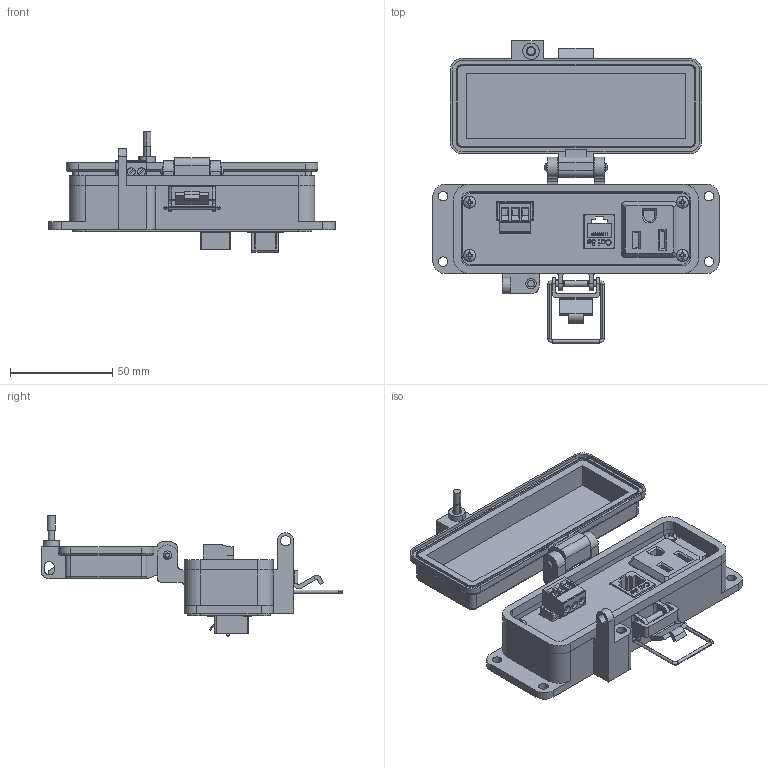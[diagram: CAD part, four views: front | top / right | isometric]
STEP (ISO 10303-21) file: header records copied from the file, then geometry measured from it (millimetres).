
FILE_DESCRIPTION (( 'STEP AP214' ), '1' );
FILE_NAME ('P-B6R2-H3R0_3D.STEP', '2018-03-21T16:10:20', ( '' ), ( '' ), 'SwSTEP 2.0', 'SolidWorks 2017', '' );
FILE_SCHEMA (( 'AUTOMOTIVE_DESIGN' ));
Length unit declared in the file: millimetre
Products named in the file (17): R; Z-200-OTLT-R0SQ; R2; Z-300-RJ45CAT5; B6; Z-500-2008; Z-500-2003; Z-500-2002; Z-100-ABDH153; P-B6R2-H3R0_FP060_1; Z-000-4243316TFP; P-B6R2-H3R0_TP060_1; P-B6R2-H3R0_BP240_1; P-B6R2-H3R0_3D; 92005A124_METRIC PAN HEAD PHILLIPS MACHINE SCREW_92005A124; -H3; Z-H-H3_B
Assembly tree (24 placements, depth 3):
  P-B6R2-H3R0_3D
    P-B6R2-H3R0_BP240_1
    P-B6R2-H3R0_TP060_1
    Z-000-4243316TFP  x5
    P-B6R2-H3R0_FP060_1
    B6
      Z-100-ABDH153
      Z-500-2002
      Z-500-2003
      Z-500-2008  x2
    R2
      Z-300-RJ45CAT5
    R
      Z-200-OTLT-R0SQ
    -H3
      Z-H-H3_B
    92005A124_METRIC PAN HEAD PHILLIPS MACHINE SCREW_92005A124  x4
Bounding box: 140 x 147.61 x 58.8 mm (x, y, z)
Volume: 111952.9 mm3; surface area: 90444.8 mm2
Topology: 27 solids, 27 shells, 2763 faces, 7545 edges, 4953 vertices
Faces by surface type: plane 1290, cylinder 1062, bspline 282, cone 101, torus 20, sphere 8
Entity records: 80385 total; most frequent: CARTESIAN_POINT 22667, ORIENTED_EDGE 9846, DIRECTION 8242, EDGE_CURVE 4923, VERTEX_POINT 3234, VECTOR 3188, LINE 3188, AXIS2_PLACEMENT_3D 2527
